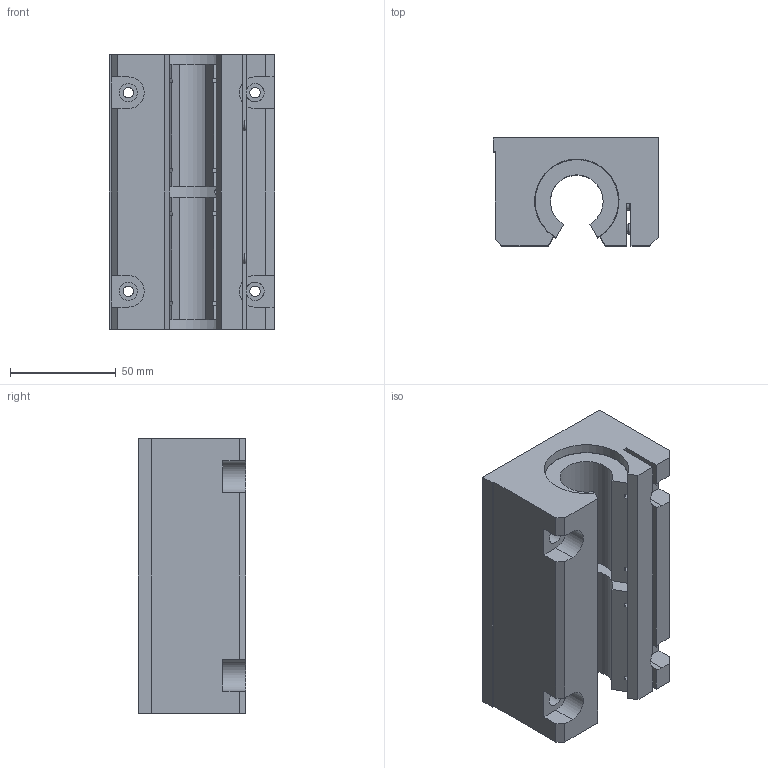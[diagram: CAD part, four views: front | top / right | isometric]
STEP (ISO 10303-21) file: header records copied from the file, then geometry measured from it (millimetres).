
FILE_DESCRIPTION(/* description */ ('Tandem Gehäuseeinheit mit Segmentausschnitt, einstellbar'),/* implementation_level */ '2;1');
FILE_NAME(/* name */ '121588-0.step',/* time_stamp */ '2021-08-11T10:29:23+02:00',/* author */ ('MuellerJ'),/* organization */ (''),/* preprocessor_version */ 'ST-DEVELOPER v18.1',/* originating_system */ 'Autodesk Inventor 2021',/* authorisation */ '');
FILE_SCHEMA (('AUTOMOTIVE_DESIGN { 1 0 10303 214 3 1 1 }'));
Length unit declared in the file: millimetre
Products named in the file (3): leer; leer_1; leer_2
Assembly tree (3 placements, depth 2):
  leer
    leer_1
    leer_2  x2
Bounding box: 78.25 x 51 x 130 mm (x, y, z)
Volume: 390176.2 mm3; surface area: 84527.3 mm2
Topology: 3 solids, 3 shells, 159 faces, 409 edges, 273 vertices
Faces by surface type: plane 100, cylinder 50, torus 5, cone 4
Full cylindrical faces by diameter (mm): 2.9 x2, 4 x2, 4.134 x4, 4.2 x1, 4.917 x8, 6.5 x2, 6.917 x1, 8 x3, 8.6 x4
Entity records: 4613 total; most frequent: CARTESIAN_POINT 867, DIRECTION 775, ORIENTED_EDGE 734, EDGE_CURVE 367, AXIS2_PLACEMENT_3D 265, LINE 245, VECTOR 245, VERTEX_POINT 245
